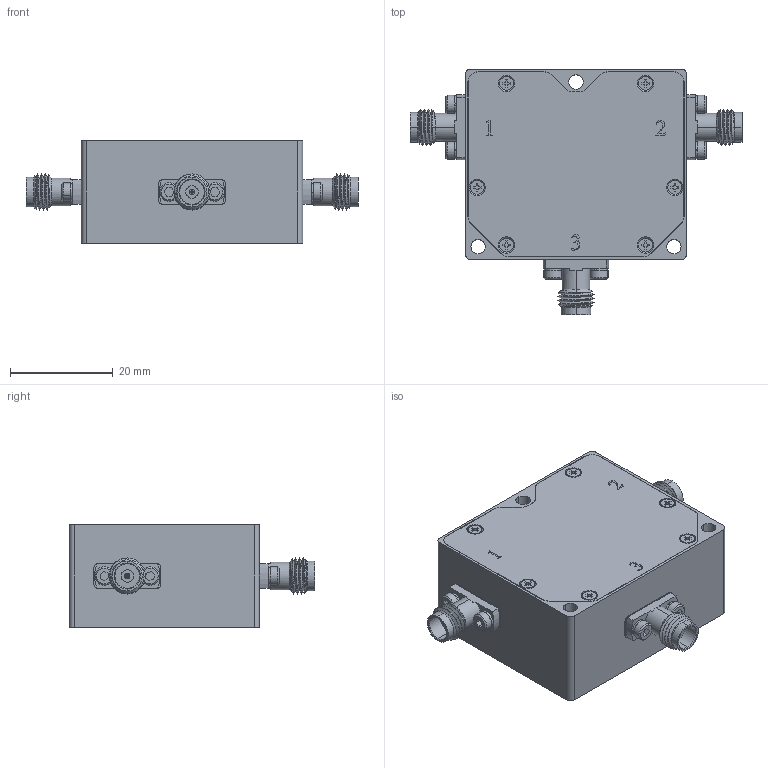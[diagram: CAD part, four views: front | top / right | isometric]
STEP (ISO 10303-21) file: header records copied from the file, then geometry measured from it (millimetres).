
FILE_DESCRIPTION (( 'STEP AP214' ), '1' );
FILE_NAME ('FMCR1045_3D.step', '2025-04-17T16:44:08', ( '' ), ( '' ), 'SwSTEP 2.0', 'SolidWorks 2022', '' );
FILE_SCHEMA (( 'AUTOMOTIVE_DESIGN' ));
Length unit declared in the file: millimetre
Products named in the file (1): FMCR1045_3D
Bounding box: 64.5 x 47.75 x 20 mm (x, y, z)
Volume: 32283.2 mm3; surface area: 9492.9 mm2
Topology: 1 solids, 16 shells, 987 faces, 2563 edges, 1636 vertices
Faces by surface type: plane 518, cylinder 328, cone 123, torus 12, bspline 6
Entity records: 33550 total; most frequent: CARTESIAN_POINT 9113, DIRECTION 5145, ORIENTED_EDGE 5054, EDGE_CURVE 2527, AXIS2_PLACEMENT_3D 1750, VECTOR 1645, LINE 1645, VERTEX_POINT 1636
